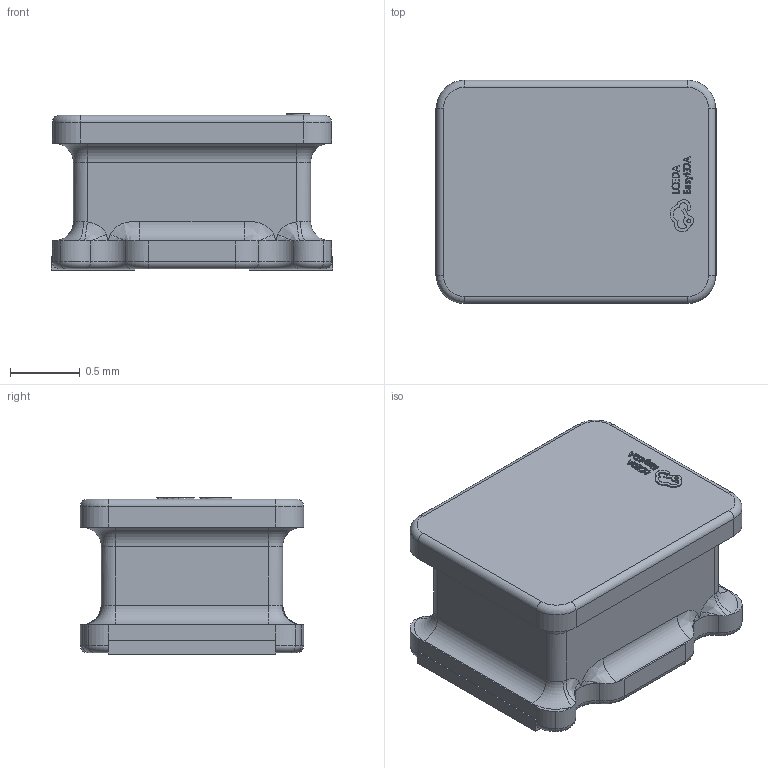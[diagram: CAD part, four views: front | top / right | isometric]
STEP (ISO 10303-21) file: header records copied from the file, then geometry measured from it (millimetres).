
FILE_DESCRIPTION(/* description */ ('','CAx-IF Rec.Pracs.---Representation and Presentation of Product Manufacturing Information (PMI)---4.0---2014-10-13'),/* implementation_level */ '2;1');
FILE_NAME(/* name */ '13lB-L1-IND-SMD_L2.0-W1.6_1.step',/* time_stamp */ '2025-03-21T14:18:29+08:00',/* author */ (''),/* organization */ (''),/* preprocessor_version */ 'ST-DEVELOPER v20',/* originating_system */ 'Autodesk Translation Framework v13.20.0.188',/* authorisation */ '');
FILE_SCHEMA (('AP242_MANAGED_MODEL_BASED_3D_ENGINEERING_MIM_LF { 1 0 10303 442 1 1 4 }'));
Length unit declared in the file: millimetre
Products named in the file (1): 13lB-L1-IND-SMD_L2.0-W1.6_1
Bounding box: 2.02 x 1.6 x 1.12 mm (x, y, z)
Volume: 2.8 mm3; surface area: 14.1 mm2
Topology: 1 solids, 1 shells, 399 faces, 1050 edges, 672 vertices
Faces by surface type: plane 201, bspline 132, cylinder 38, torus 28
Entity records: 14280 total; most frequent: CARTESIAN_POINT 4850, ORIENTED_EDGE 2084, DIRECTION 1630, EDGE_CURVE 1042, VERTEX_POINT 672, LINE 642, VECTOR 642, AXIS2_PLACEMENT_3D 494
